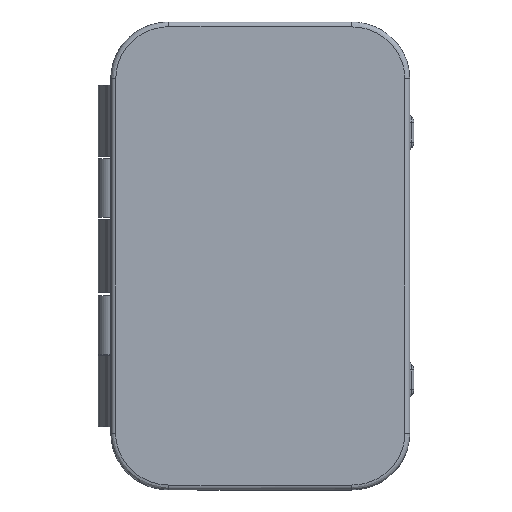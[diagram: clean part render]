
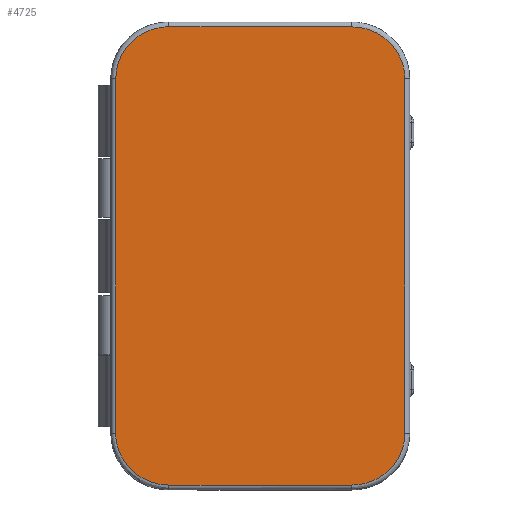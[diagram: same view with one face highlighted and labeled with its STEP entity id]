
A CAD part, top view. The second image highlights one B-rep face of the part: STEP entity #4725.
In plain terms, the highlighted planar face has unit normal (0, 0, 1).
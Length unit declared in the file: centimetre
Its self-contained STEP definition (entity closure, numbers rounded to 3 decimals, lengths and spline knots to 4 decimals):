
#180=PLANE($,#5190);
#258=B_SPLINE_CURVE_WITH_KNOTS($,3,(#8332,#8333,#8334,#8335,#8336,#8337,
#8338),.UNSPECIFIED.,.F.,.F.,(4,1,1,1,4),(0.,0.4848,0.7272,
1.212,1.6967),.UNSPECIFIED.);
#297=B_SPLINE_CURVE_WITH_KNOTS($,3,(#9587,#9588,#9589,#9590,#9591,#9592),
 .UNSPECIFIED.,.F.,.F.,(4,1,1,4),(0.,0.7272,1.212,
1.6967),.UNSPECIFIED.);
#314=B_SPLINE_CURVE_WITH_KNOTS($,3,(#9837,#9838,#9839,#9840,#9841,#9842),
 .UNSPECIFIED.,.F.,.F.,(4,1,1,4),(0.,0.7272,1.212,
1.6968),.UNSPECIFIED.);
#315=B_SPLINE_CURVE_WITH_KNOTS($,3,(#9845,#9846,#9847,#9848,#9849,#9850,
#9851),.UNSPECIFIED.,.F.,.F.,(4,1,1,1,4),(0.,0.4848,0.7272,
1.212,1.6968),.UNSPECIFIED.);
#613=FACE_OUTER_BOUND($,#923,.T.);
#923=EDGE_LOOP($,(#3959,#3960,#3961,#3962,#3963,#3964,#3965,#3966));
#1169=LINE($,#8371,#1443);
#1223=LINE($,#9831,#1497);
#1224=LINE($,#9835,#1498);
#1225=LINE($,#9844,#1499);
#1443=VECTOR($,#6032,3.7318);
#1497=VECTOR($,#6256,7.2384);
#1498=VECTOR($,#6261,7.2384);
#1499=VECTOR($,#6262,3.7318);
#2045=VERTEX_POINT($,#8328);
#2046=VERTEX_POINT($,#8330);
#2054=VERTEX_POINT($,#8370);
#2126=VERTEX_POINT($,#9574);
#2156=VERTEX_POINT($,#9830);
#2157=VERTEX_POINT($,#9834);
#2158=VERTEX_POINT($,#9836);
#2159=VERTEX_POINT($,#9843);
#2602=EDGE_CURVE($,#2046,#2045,#258,.T.);
#2616=EDGE_CURVE($,#2045,#2054,#1169,.T.);
#2738=EDGE_CURVE($,#2054,#2126,#297,.T.);
#2784=EDGE_CURVE($,#2126,#2156,#1223,.T.);
#2786=EDGE_CURVE($,#2157,#2046,#1224,.T.);
#2787=EDGE_CURVE($,#2158,#2157,#314,.T.);
#2788=EDGE_CURVE($,#2159,#2158,#1225,.T.);
#2789=EDGE_CURVE($,#2156,#2159,#315,.T.);
#3959=ORIENTED_EDGE($,*,*,#2786,.F.);
#3960=ORIENTED_EDGE($,*,*,#2787,.F.);
#3961=ORIENTED_EDGE($,*,*,#2788,.F.);
#3962=ORIENTED_EDGE($,*,*,#2789,.F.);
#3963=ORIENTED_EDGE($,*,*,#2784,.F.);
#3964=ORIENTED_EDGE($,*,*,#2738,.F.);
#3965=ORIENTED_EDGE($,*,*,#2616,.F.);
#3966=ORIENTED_EDGE($,*,*,#2602,.F.);
#4725=ADVANCED_FACE($,(#613),#180,.F.);
#5190=AXIS2_PLACEMENT_3D($,#9833,#6259,#6260);
#6032=DIRECTION($,(1.,0.,0.));
#6256=DIRECTION($,(0.,-1.,0.));
#6259=DIRECTION('center_axis',(0.,0.,-1.));
#6260=DIRECTION('ref_axis',(1.,0.,0.));
#6261=DIRECTION($,(0.,1.,0.));
#6262=DIRECTION($,(-1.,0.,0.));
#8328=CARTESIAN_POINT('',(-9.3659,19.7001,2.378));
#8330=CARTESIAN_POINT('',(-10.4499,18.6442,2.378));
#8332=CARTESIAN_POINT('Ctrl Pts',(-10.4499,18.6442,2.378));
#8333=CARTESIAN_POINT('Ctrl Pts',(-10.4499,18.8041,2.378));
#8334=CARTESIAN_POINT('Ctrl Pts',(-10.3926,19.0435,2.378));
#8335=CARTESIAN_POINT('Ctrl Pts',(-10.1723,19.3807,2.378));
#8336=CARTESIAN_POINT('Ctrl Pts',(-9.8466,19.63,2.378));
#8337=CARTESIAN_POINT('Ctrl Pts',(-9.5261,19.7001,2.378));
#8338=CARTESIAN_POINT('Ctrl Pts',(-9.3659,19.7001,2.378));
#8370=CARTESIAN_POINT('',(-5.6341,19.7001,2.378));
#8371=CARTESIAN_POINT($,(-7.45,19.7001,2.378));
#9574=CARTESIAN_POINT('',(-4.5501,18.6442,2.378));
#9587=CARTESIAN_POINT('Ctrl Pts',(-5.6341,19.7001,2.378));
#9588=CARTESIAN_POINT('Ctrl Pts',(-5.3938,19.7001,2.378));
#9589=CARTESIAN_POINT('Ctrl Pts',(-4.9938,19.5657,2.378));
#9590=CARTESIAN_POINT('Ctrl Pts',(-4.6264,19.1233,2.378));
#9591=CARTESIAN_POINT('Ctrl Pts',(-4.5501,18.8041,2.378));
#9592=CARTESIAN_POINT('Ctrl Pts',(-4.5501,18.6442,2.378));
#9830=CARTESIAN_POINT('',(-4.5501,11.4058,2.378));
#9831=CARTESIAN_POINT($,(-4.5501,14.975,2.378));
#9833=CARTESIAN_POINT('Origin',(-7.55,15.075,2.378));
#9834=CARTESIAN_POINT('',(-10.4499,11.4058,2.378));
#9835=CARTESIAN_POINT($,(-10.4499,15.05,2.378));
#9836=CARTESIAN_POINT('',(-9.3659,10.3499,2.378));
#9837=CARTESIAN_POINT('Ctrl Pts',(-9.3659,10.3499,2.378));
#9838=CARTESIAN_POINT('Ctrl Pts',(-9.6062,10.3499,2.378));
#9839=CARTESIAN_POINT('Ctrl Pts',(-10.0062,10.4842,2.378));
#9840=CARTESIAN_POINT('Ctrl Pts',(-10.3736,10.9267,2.378));
#9841=CARTESIAN_POINT('Ctrl Pts',(-10.4499,11.2459,2.378));
#9842=CARTESIAN_POINT('Ctrl Pts',(-10.4499,11.4058,2.378));
#9843=CARTESIAN_POINT('',(-5.6341,10.3499,2.378));
#9844=CARTESIAN_POINT($,(-7.55,10.3499,2.378));
#9845=CARTESIAN_POINT('Ctrl Pts',(-4.5501,11.4058,2.378));
#9846=CARTESIAN_POINT('Ctrl Pts',(-4.5501,11.2459,2.378));
#9847=CARTESIAN_POINT('Ctrl Pts',(-4.6074,11.0065,2.378));
#9848=CARTESIAN_POINT('Ctrl Pts',(-4.8277,10.6693,2.378));
#9849=CARTESIAN_POINT('Ctrl Pts',(-5.1534,10.42,2.378));
#9850=CARTESIAN_POINT('Ctrl Pts',(-5.4739,10.3499,2.378));
#9851=CARTESIAN_POINT('Ctrl Pts',(-5.6341,10.3499,2.378));
